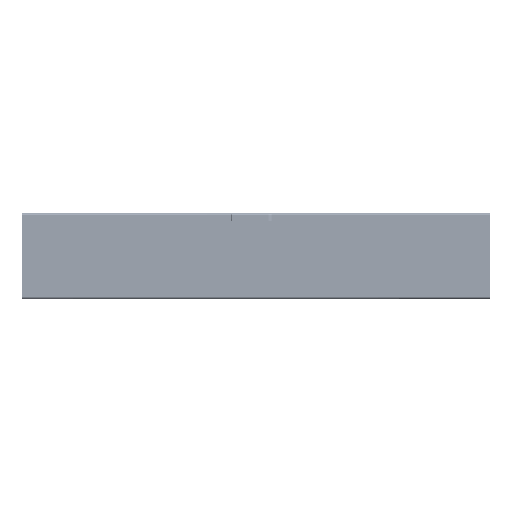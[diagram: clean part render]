
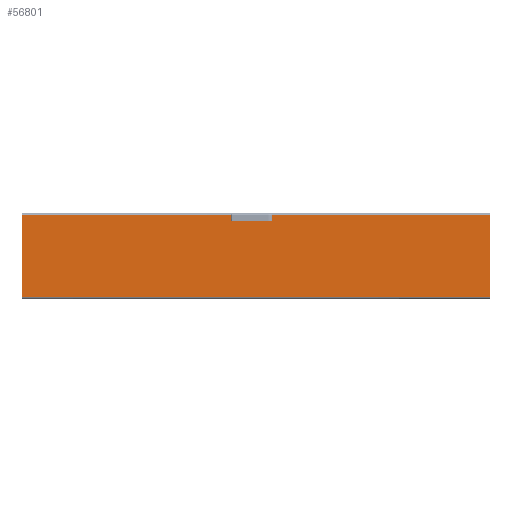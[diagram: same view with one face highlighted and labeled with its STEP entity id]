
A CAD part, top view. The second image highlights one B-rep face of the part: STEP entity #56801.
In plain terms, the highlighted planar face has unit normal (0, 0, 1).
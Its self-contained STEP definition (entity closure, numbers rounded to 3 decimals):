
#2226 = ORIENTED_EDGE ( 'NONE', *, *, #64377, .F. ) ;
#2227 = ORIENTED_EDGE ( 'NONE', *, *, #64464, .T. ) ;
#2228 = ORIENTED_EDGE ( 'NONE', *, *, #64372, .T. ) ;
#2230 = ORIENTED_EDGE ( 'NONE', *, *, #64367, .T. ) ;
#2231 = ORIENTED_EDGE ( 'NONE', *, *, #64519, .T. ) ;
#2235 = ORIENTED_EDGE ( 'NONE', *, *, #64483, .T. ) ;
#2237 = ORIENTED_EDGE ( 'NONE', *, *, #64525, .F. ) ;
#2239 = ORIENTED_EDGE ( 'NONE', *, *, #64686, .F. ) ;
#2243 = ORIENTED_EDGE ( 'NONE', *, *, #64731, .F. ) ;
#2244 = ORIENTED_EDGE ( 'NONE', *, *, #64641, .F. ) ;
#2247 = ORIENTED_EDGE ( 'NONE', *, *, #64799, .F. ) ;
#2248 = ORIENTED_EDGE ( 'NONE', *, *, #64349, .F. ) ;
#2250 = ORIENTED_EDGE ( 'NONE', *, *, #64792, .F. ) ;
#2252 = ORIENTED_EDGE ( 'NONE', *, *, #64790, .F. ) ;
#2253 = ORIENTED_EDGE ( 'NONE', *, *, #64880, .F. ) ;
#2254 = ORIENTED_EDGE ( 'NONE', *, *, #64763, .F. ) ;
#2255 = ORIENTED_EDGE ( 'NONE', *, *, #64884, .F. ) ;
#13274 = PLANE ( 'NONE',  #85694 ) ;
#13289 = CARTESIAN_POINT ( 'NONE',  ( -1075.5, -195., 2. ) ) ;
#13331 = DIRECTION ( 'NONE',  ( 0., 0., 1. ) ) ;
#13335 = DIRECTION ( 'NONE',  ( 1., 0., 0. ) ) ;
#27521 = CARTESIAN_POINT ( 'NONE',  ( 37.662, 171., 2. ) ) ;
#27560 = CARTESIAN_POINT ( 'NONE',  ( -37.662, 180., 2. ) ) ;
#27591 = CARTESIAN_POINT ( 'NONE',  ( 37.662, 180., 2. ) ) ;
#27592 = CARTESIAN_POINT ( 'NONE',  ( 1075.49, -187.5, 2. ) ) ;
#27593 = CARTESIAN_POINT ( 'NONE',  ( -37.662, 171., 2. ) ) ;
#27595 = CARTESIAN_POINT ( 'NONE',  ( 58.8, 175.5, 2. ) ) ;
#27602 = CARTESIAN_POINT ( 'NONE',  ( -14.338, 171., 2. ) ) ;
#27641 = CARTESIAN_POINT ( 'NONE',  ( 1075.49, 187.5, 2. ) ) ;
#27693 = CARTESIAN_POINT ( 'NONE',  ( 54.3, 171., 2. ) ) ;
#27698 = CARTESIAN_POINT ( 'NONE',  ( -54.3, 171., 2. ) ) ;
#27727 = CARTESIAN_POINT ( 'NONE',  ( -1075.49, -187.5, 2. ) ) ;
#27742 = CARTESIAN_POINT ( 'NONE',  ( -54.3, 180., 2. ) ) ;
#27770 = CARTESIAN_POINT ( 'NONE',  ( 14.338, 171., 2. ) ) ;
#27784 = CARTESIAN_POINT ( 'NONE',  ( 54.3, 180., 2. ) ) ;
#27785 = CARTESIAN_POINT ( 'NONE',  ( -29.5, 187.5, 2. ) ) ;
#27800 = CARTESIAN_POINT ( 'NONE',  ( -1075.49, 187.5, 2. ) ) ;
#27847 = CARTESIAN_POINT ( 'NONE',  ( 29.5, 187.5, 2. ) ) ;
#31157 = CARTESIAN_POINT ( 'NONE',  ( -37.662, 171., 2. ) ) ;
#31158 = DIRECTION ( 'NONE',  ( 1., 0., 0. ) ) ;
#31174 = CARTESIAN_POINT ( 'NONE',  ( -37.662, 180., 2. ) ) ;
#31175 = DIRECTION ( 'NONE',  ( -1., 0., 0. ) ) ;
#33197 = CARTESIAN_POINT ( 'NONE',  ( 54.3, 175.5, 2. ) ) ;
#33200 = DIRECTION ( 'NONE',  ( 0., 0., 1. ) ) ;
#33202 = DIRECTION ( 'NONE',  ( -1., 0., 0. ) ) ;
#33378 = CARTESIAN_POINT ( 'NONE',  ( 37.662, 180., 2. ) ) ;
#33380 = DIRECTION ( 'NONE',  ( -1., 0., 0. ) ) ;
#33568 = CARTESIAN_POINT ( 'NONE',  ( 54.3, 175.5, 2. ) ) ;
#33570 = DIRECTION ( 'NONE',  ( 0., 0., 1. ) ) ;
#33571 = DIRECTION ( 'NONE',  ( -1., 0., 0. ) ) ;
#33625 = CARTESIAN_POINT ( 'NONE',  ( -54.3, 175.5, 2. ) ) ;
#33627 = DIRECTION ( 'NONE',  ( 0., 0., 1. ) ) ;
#33628 = DIRECTION ( 'NONE',  ( 1., 0., 0. ) ) ;
#33692 = CARTESIAN_POINT ( 'NONE',  ( -26., 175.5, 2. ) ) ;
#33697 = DIRECTION ( 'NONE',  ( 0., 0., 1. ) ) ;
#33698 = DIRECTION ( 'NONE',  ( 1., 0., 0. ) ) ;
#33699 = CARTESIAN_POINT ( 'NONE',  ( -14.338, 171., 2. ) ) ;
#33700 = DIRECTION ( 'NONE',  ( 1., 0., 0. ) ) ;
#33711 = CARTESIAN_POINT ( 'NONE',  ( 37.662, 171., 2. ) ) ;
#33712 = DIRECTION ( 'NONE',  ( 1., 0., 0. ) ) ;
#33785 = LINE ( 'NONE', #35122, #33786 ) ;
#33786 = VECTOR ( 'NONE', #35124, 1000. ) ;
#33805 = LINE ( 'NONE', #35235, #33806 ) ;
#33806 = VECTOR ( 'NONE', #35237, 1000. ) ;
#33868 = LINE ( 'NONE', #35435, #33869 ) ;
#33869 = VECTOR ( 'NONE', #35437, 1000. ) ;
#33877 = CIRCLE ( 'NONE', #67627, 12.5 ) ;
#34000 = CIRCLE ( 'NONE', #67567, 4.5 ) ;
#34038 = LINE ( 'NONE', #33378, #34039 ) ;
#34039 = VECTOR ( 'NONE', #33380, 1000. ) ;
#34068 = CIRCLE ( 'NONE', #67508, 4.5 ) ;
#34091 = CIRCLE ( 'NONE', #67497, 4.5 ) ;
#34096 = LINE ( 'NONE', #33699, #34097 ) ;
#34097 = VECTOR ( 'NONE', #33700, 1000. ) ;
#34106 = CIRCLE ( 'NONE', #67417, 12.5 ) ;
#34109 = LINE ( 'NONE', #33711, #34110 ) ;
#34110 = VECTOR ( 'NONE', #33712, 1000. ) ;
#34170 = LINE ( 'NONE', #31174, #34180 ) ;
#34173 = VECTOR ( 'NONE', #31158, 1000. ) ;
#34175 = LINE ( 'NONE', #31157, #34173 ) ;
#34180 = VECTOR ( 'NONE', #31175, 1000. ) ;
#35122 = CARTESIAN_POINT ( 'NONE',  ( 1075.49, 187.5, 2. ) ) ;
#35124 = DIRECTION ( 'NONE',  ( -1., 0., 0. ) ) ;
#35235 = CARTESIAN_POINT ( 'NONE',  ( 1075.49, 187.5, 2. ) ) ;
#35237 = DIRECTION ( 'NONE',  ( -1., 0., 0. ) ) ;
#35435 = CARTESIAN_POINT ( 'NONE',  ( 1075.49, -195., 2. ) ) ;
#35437 = DIRECTION ( 'NONE',  ( 0., 1., 0. ) ) ;
#35481 = CARTESIAN_POINT ( 'NONE',  ( 26., 175.5, 2. ) ) ;
#35484 = DIRECTION ( 'NONE',  ( 0., 0., 1. ) ) ;
#35486 = DIRECTION ( 'NONE',  ( -1., 0., 0. ) ) ;
#38571 = CARTESIAN_POINT ( 'NONE',  ( 26., 175.5, 2. ) ) ;
#38584 = DIRECTION ( 'NONE',  ( 0., 0., 1. ) ) ;
#38587 = DIRECTION ( 'NONE',  ( -1., 0., 0. ) ) ;
#38846 = CARTESIAN_POINT ( 'NONE',  ( -1075.49, -187.5, 2. ) ) ;
#38847 = DIRECTION ( 'NONE',  ( 1., 0., 0. ) ) ;
#38866 = CARTESIAN_POINT ( 'NONE',  ( -1075.49, 195., 2. ) ) ;
#38887 = DIRECTION ( 'NONE',  ( 0., -1., 0. ) ) ;
#38903 = CARTESIAN_POINT ( 'NONE',  ( -26., 175.5, 2. ) ) ;
#38936 = DIRECTION ( 'NONE',  ( 0., 0., 1. ) ) ;
#38938 = DIRECTION ( 'NONE',  ( 1., 0., 0. ) ) ;
#40745 = EDGE_LOOP ( 'NONE', ( #2226, #2227, #2228, #2230, #2231, #2235, #2237, #2239, #2243, #2244, #2247, #2248, #2250, #2252, #2253, #2254, #2255 ) ) ;
#44304 = CIRCLE ( 'NONE', #68060, 12.5 ) ;
#44312 = LINE ( 'NONE', #38846, #44313 ) ;
#44313 = VECTOR ( 'NONE', #38847, 1000. ) ;
#44315 = LINE ( 'NONE', #38866, #44319 ) ;
#44319 = VECTOR ( 'NONE', #38887, 1000. ) ;
#44322 = CIRCLE ( 'NONE', #67957, 12.5 ) ;
#56801 = ADVANCED_FACE ( 'NONE', ( #58431 ), #13274, .T. ) ;
#58431 = FACE_OUTER_BOUND ( 'NONE', #40745, .T. ) ;
#64349 = EDGE_CURVE ( 'NONE', #73490, #73241, #44304, .T. ) ;
#64367 = EDGE_CURVE ( 'NONE', #73447, #73312, #44312, .T. ) ;
#64372 = EDGE_CURVE ( 'NONE', #73520, #73447, #44315, .T. ) ;
#64377 = EDGE_CURVE ( 'NONE', #73505, #73280, #44322, .T. ) ;
#64464 = EDGE_CURVE ( 'NONE', #73505, #73520, #33785, .T. ) ;
#64483 = EDGE_CURVE ( 'NONE', #73361, #73567, #33805, .T. ) ;
#64519 = EDGE_CURVE ( 'NONE', #73312, #73361, #33868, .T. ) ;
#64525 = EDGE_CURVE ( 'NONE', #73311, #73567, #33877, .T. ) ;
#64641 = EDGE_CURVE ( 'NONE', #73413, #73315, #34000, .T. ) ;
#64686 = EDGE_CURVE ( 'NONE', #73504, #73311, #34038, .T. ) ;
#64731 = EDGE_CURVE ( 'NONE', #73315, #73504, #34068, .T. ) ;
#64763 = EDGE_CURVE ( 'NONE', #73462, #73418, #34091, .T. ) ;
#64790 = EDGE_CURVE ( 'NONE', #73313, #73322, #34106, .T. ) ;
#64792 = EDGE_CURVE ( 'NONE', #73322, #73490, #34096, .T. ) ;
#64799 = EDGE_CURVE ( 'NONE', #73241, #73413, #34109, .T. ) ;
#64880 = EDGE_CURVE ( 'NONE', #73418, #73313, #34175, .T. ) ;
#64884 = EDGE_CURVE ( 'NONE', #73280, #73462, #34170, .T. ) ;
#67417 = AXIS2_PLACEMENT_3D ( 'NONE', #33692, #33697, #33698 ) ;
#67497 = AXIS2_PLACEMENT_3D ( 'NONE', #33625, #33627, #33628 ) ;
#67508 = AXIS2_PLACEMENT_3D ( 'NONE', #33568, #33570, #33571 ) ;
#67567 = AXIS2_PLACEMENT_3D ( 'NONE', #33197, #33200, #33202 ) ;
#67627 = AXIS2_PLACEMENT_3D ( 'NONE', #35481, #35484, #35486 ) ;
#67957 = AXIS2_PLACEMENT_3D ( 'NONE', #38903, #38936, #38938 ) ;
#68060 = AXIS2_PLACEMENT_3D ( 'NONE', #38571, #38584, #38587 ) ;
#73241 = VERTEX_POINT ( 'NONE', #27521 ) ;
#73280 = VERTEX_POINT ( 'NONE', #27560 ) ;
#73311 = VERTEX_POINT ( 'NONE', #27591 ) ;
#73312 = VERTEX_POINT ( 'NONE', #27592 ) ;
#73313 = VERTEX_POINT ( 'NONE', #27593 ) ;
#73315 = VERTEX_POINT ( 'NONE', #27595 ) ;
#73322 = VERTEX_POINT ( 'NONE', #27602 ) ;
#73361 = VERTEX_POINT ( 'NONE', #27641 ) ;
#73413 = VERTEX_POINT ( 'NONE', #27693 ) ;
#73418 = VERTEX_POINT ( 'NONE', #27698 ) ;
#73447 = VERTEX_POINT ( 'NONE', #27727 ) ;
#73462 = VERTEX_POINT ( 'NONE', #27742 ) ;
#73490 = VERTEX_POINT ( 'NONE', #27770 ) ;
#73504 = VERTEX_POINT ( 'NONE', #27784 ) ;
#73505 = VERTEX_POINT ( 'NONE', #27785 ) ;
#73520 = VERTEX_POINT ( 'NONE', #27800 ) ;
#73567 = VERTEX_POINT ( 'NONE', #27847 ) ;
#85694 = AXIS2_PLACEMENT_3D ( 'NONE', #13289, #13331, #13335 ) ;
